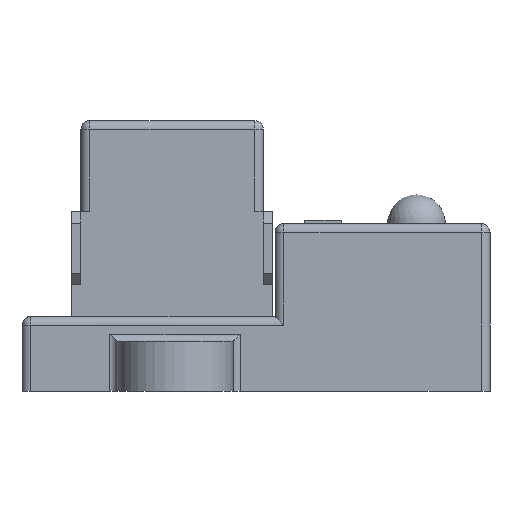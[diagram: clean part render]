
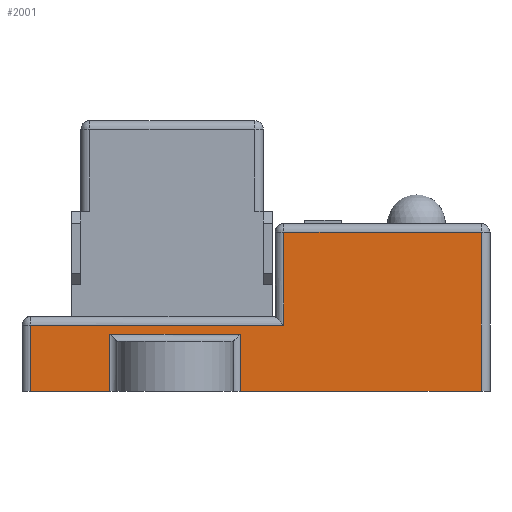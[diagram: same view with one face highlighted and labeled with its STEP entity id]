
A CAD part, left-side view. The second image highlights one B-rep face of the part: STEP entity #2001.
In plain terms, the highlighted planar face has unit normal (-1, 0, 0).
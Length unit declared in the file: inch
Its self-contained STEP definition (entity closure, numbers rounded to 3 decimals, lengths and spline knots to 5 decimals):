
#97=PLANE($,#2130);
#165=FACE_OUTER_BOUND($,#276,.T.);
#276=EDGE_LOOP($,(#1410,#1411,#1412,#1413,#1414,#1415,#1416,#1417,#1418,
#1419));
#492=LINE($,#2944,#703);
#495=LINE($,#2957,#706);
#497=LINE($,#2961,#708);
#498=LINE($,#2964,#709);
#499=LINE($,#2966,#710);
#500=LINE($,#2968,#711);
#501=LINE($,#2970,#712);
#502=LINE($,#2972,#713);
#503=LINE($,#2974,#714);
#504=LINE($,#2975,#715);
#703=VECTOR($,#2344,0.195);
#706=VECTOR($,#2355,0.195);
#708=VECTOR($,#2361,0.444);
#709=VECTOR($,#2364,0.818);
#710=VECTOR($,#2365,0.54);
#711=VECTOR($,#2366,0.67);
#712=VECTOR($,#2367,0.315);
#713=VECTOR($,#2368,0.86);
#714=VECTOR($,#2369,0.225);
#715=VECTOR($,#2370,0.268);
#915=VERTEX_POINT($,#2942);
#916=VERTEX_POINT($,#2943);
#921=VERTEX_POINT($,#2954);
#922=VERTEX_POINT($,#2956);
#923=VERTEX_POINT($,#2963);
#924=VERTEX_POINT($,#2965);
#925=VERTEX_POINT($,#2967);
#926=VERTEX_POINT($,#2969);
#927=VERTEX_POINT($,#2971);
#928=VERTEX_POINT($,#2973);
#1103=EDGE_CURVE($,#915,#916,#492,.T.);
#1109=EDGE_CURVE($,#921,#922,#495,.T.);
#1112=EDGE_CURVE($,#922,#915,#497,.T.);
#1113=EDGE_CURVE($,#923,#921,#498,.T.);
#1114=EDGE_CURVE($,#924,#923,#499,.T.);
#1115=EDGE_CURVE($,#925,#924,#500,.T.);
#1116=EDGE_CURVE($,#926,#925,#501,.T.);
#1117=EDGE_CURVE($,#927,#926,#502,.T.);
#1118=EDGE_CURVE($,#928,#927,#503,.T.);
#1119=EDGE_CURVE($,#916,#928,#504,.T.);
#1410=ORIENTED_EDGE($,*,*,#1103,.F.);
#1411=ORIENTED_EDGE($,*,*,#1112,.F.);
#1412=ORIENTED_EDGE($,*,*,#1109,.F.);
#1413=ORIENTED_EDGE($,*,*,#1113,.F.);
#1414=ORIENTED_EDGE($,*,*,#1114,.F.);
#1415=ORIENTED_EDGE($,*,*,#1115,.F.);
#1416=ORIENTED_EDGE($,*,*,#1116,.F.);
#1417=ORIENTED_EDGE($,*,*,#1117,.F.);
#1418=ORIENTED_EDGE($,*,*,#1118,.F.);
#1419=ORIENTED_EDGE($,*,*,#1119,.F.);
#2001=ADVANCED_FACE($,(#165),#97,.F.);
#2130=AXIS2_PLACEMENT_3D($,#2962,#2362,#2363);
#2344=DIRECTION($,(0.,0.,-1.));
#2355=DIRECTION($,(0.,0.,1.));
#2361=DIRECTION($,(0.,1.,0.));
#2362=DIRECTION('center_axis',(1.,0.,0.));
#2363=DIRECTION('ref_axis',(0.,0.,-1.));
#2364=DIRECTION($,(0.,1.,0.));
#2365=DIRECTION($,(0.,0.,-1.));
#2366=DIRECTION($,(0.,-1.,0.));
#2367=DIRECTION($,(0.,0.,1.));
#2368=DIRECTION($,(0.,-1.,0.));
#2369=DIRECTION($,(0.,0.,1.));
#2370=DIRECTION($,(0.,1.,0.));
#2942=CARTESIAN_POINT('',(0.144,0.193,0.195));
#2943=CARTESIAN_POINT('',(0.144,0.193,0.));
#2944=CARTESIAN_POINT($,(0.144,0.193,0.2175));
#2954=CARTESIAN_POINT('',(0.144,-0.251,0.));
#2956=CARTESIAN_POINT('',(0.144,-0.251,0.195));
#2957=CARTESIAN_POINT($,(0.144,-0.251,0.2175));
#2961=CARTESIAN_POINT($,(0.144,-0.1665,0.195));
#2962=CARTESIAN_POINT('Origin',(0.144,-0.304,0.285));
#2963=CARTESIAN_POINT('',(0.144,-1.069,0.));
#2964=CARTESIAN_POINT($,(0.144,-0.304,0.));
#2965=CARTESIAN_POINT('',(0.144,-1.069,0.54));
#2966=CARTESIAN_POINT($,(0.144,-1.069,0.285));
#2967=CARTESIAN_POINT('',(0.144,-0.399,0.54));
#2968=CARTESIAN_POINT($,(0.144,-0.304,0.54));
#2969=CARTESIAN_POINT('',(0.144,-0.399,0.225));
#2970=CARTESIAN_POINT($,(0.144,-0.399,0.4125));
#2971=CARTESIAN_POINT('',(0.144,0.461,0.225));
#2972=CARTESIAN_POINT($,(0.144,0.061,0.225));
#2973=CARTESIAN_POINT('',(0.144,0.461,0.));
#2974=CARTESIAN_POINT($,(0.144,0.461,0.285));
#2975=CARTESIAN_POINT($,(0.144,-0.304,0.));
